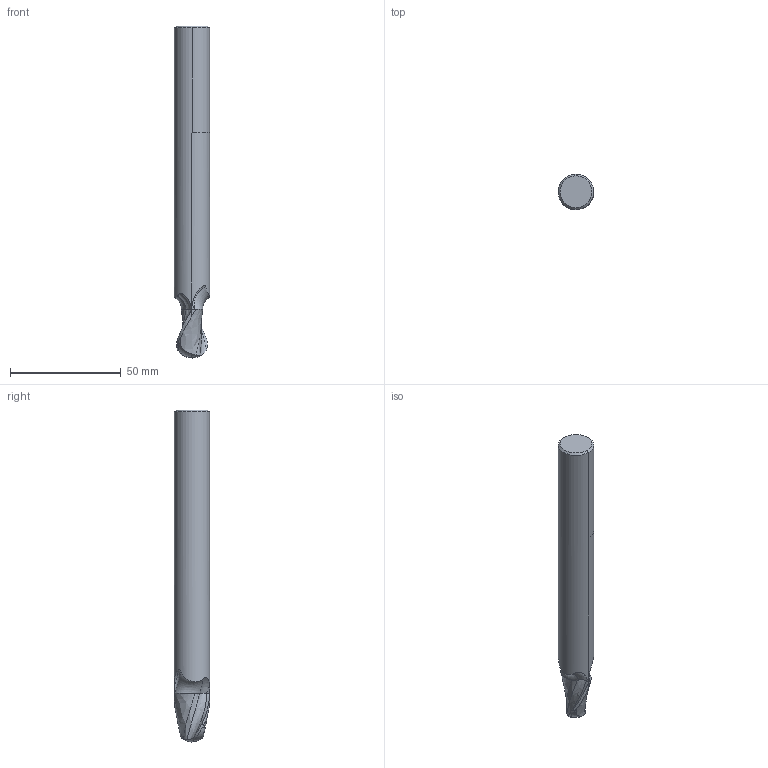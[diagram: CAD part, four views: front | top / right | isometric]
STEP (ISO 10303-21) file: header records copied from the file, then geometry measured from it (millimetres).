
FILE_DESCRIPTION(('no description'),'unknown implementation level');
FILE_NAME('K203153-16_16-Detail.stp',' ',('CIMSOURCE GmbH'),('CADClick - KiM GmbH - www.kimweb.de'),'unknown preprocess','ACIS','unknown authorization');
FILE_SCHEMA(('automotive_design'));
Length unit declared in the file: millimetre
Products named in the file (2): NOCUT; CUT
Bounding box: 16 x 16 x 150 mm (x, y, z)
Volume: 27071.8 mm3; surface area: 7722 mm2
Topology: 2 solids, 2 shells, 44 faces, 116 edges, 77 vertices
Faces by surface type: revolution 10, cone 8, plane 8, bspline 8, sphere 6, cylinder 4
Entity records: 4968 total; most frequent: CARTESIAN_POINT 2591, STYLED_ITEM 239, PRESENTATION_STYLE_ASSIGNMENT 239, COLOUR_RGB 239, ORIENTED_EDGE 232, DIRECTION 182, EDGE_CURVE 116, CURVE_STYLE 116
